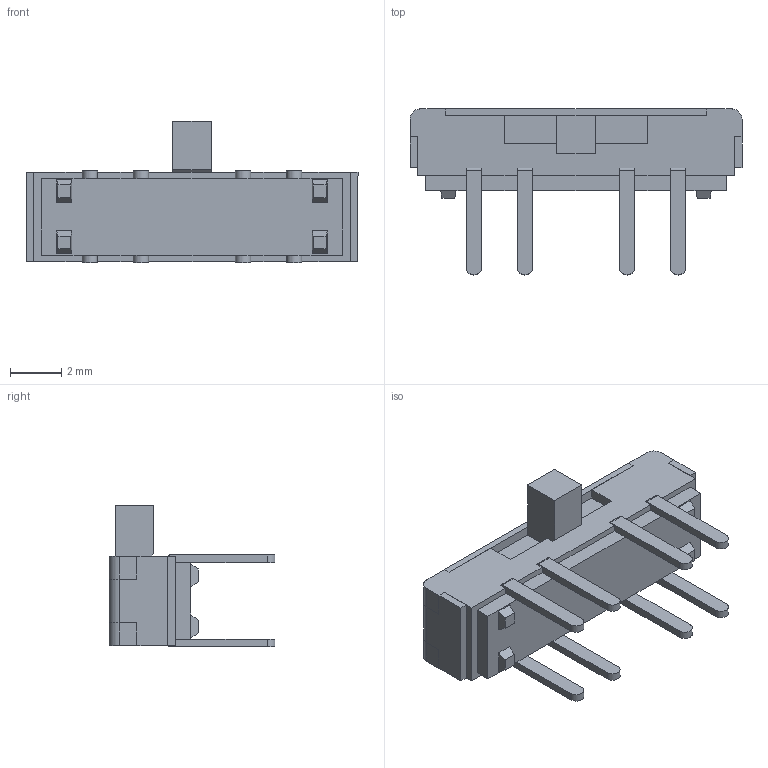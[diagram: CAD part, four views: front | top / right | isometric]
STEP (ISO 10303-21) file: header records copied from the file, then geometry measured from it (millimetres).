
FILE_DESCRIPTION(/* description */ (''),/* implementation_level */ '2;1');
FILE_NAME(/* name */ 'SW_SSSS223900.step',/* time_stamp */ '2022-02-03T23:20:06+01:00',/* author */ (''),/* organization */ (''),/* preprocessor_version */ 'ST-DEVELOPER v18.1',/* originating_system */ 'Autodesk Translation Framework v10.13.0.1454',/* authorisation */ '');
FILE_SCHEMA (('AUTOMOTIVE_DESIGN { 1 0 10303 214 3 1 1 }'));
Length unit declared in the file: millimetre
Products named in the file (1): SSSS223900
Bounding box: 13 x 6.5 x 5.55 mm (x, y, z)
Volume: 147.4 mm3; surface area: 369.1 mm2
Topology: 2 solids, 2 shells, 168 faces, 470 edges, 308 vertices
Faces by surface type: plane 140, cylinder 28
Entity records: 5434 total; most frequent: CARTESIAN_POINT 947, ORIENTED_EDGE 940, DIRECTION 864, EDGE_CURVE 470, LINE 414, VECTOR 414, VERTEX_POINT 308, AXIS2_PLACEMENT_3D 225
